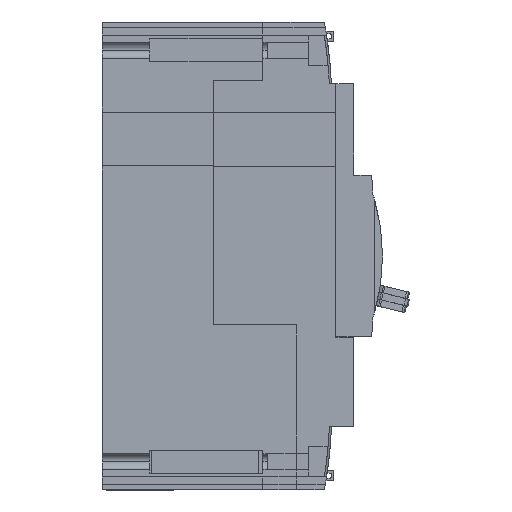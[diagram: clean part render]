
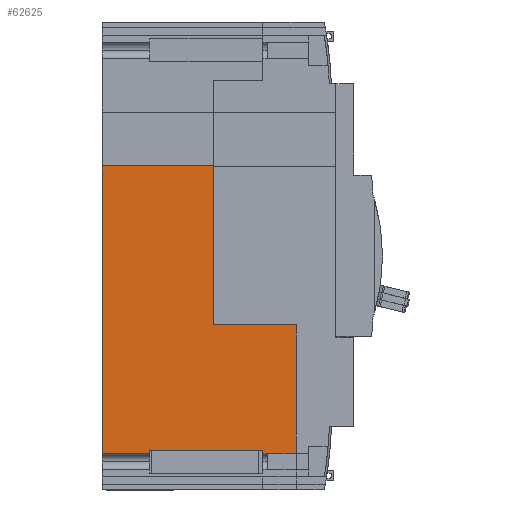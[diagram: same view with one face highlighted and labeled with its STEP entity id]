
A CAD part, left-side view. The second image highlights one B-rep face of the part: STEP entity #62625.
In plain terms, the highlighted planar face has unit normal (-1, 0, 0).
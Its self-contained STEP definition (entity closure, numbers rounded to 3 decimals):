
#26009=EDGE_CURVE('',#40115,#59269,#73389,.T.);
#28233=EDGE_CURVE('',#37223,#42869,#75804,.T.);
#31163=VERTEX_POINT('',#79008);
#31475=VERTEX_POINT('',#79355);
#32071=VERTEX_POINT('',#79985);
#36439=EDGE_CURVE('',#66351,#59269,#84764,.T.);
#37223=VERTEX_POINT('',#85609);
#37719=EDGE_CURVE('',#55097,#68879,#86144,.T.);
#38293=EDGE_CURVE('',#32071,#68879,#86766,.T.);
#38307=VERTEX_POINT('',#86780);
#39057=EDGE_CURVE('',#66351,#52377,#87591,.T.);
#40115=VERTEX_POINT('',#88768);
#40205=VERTEX_POINT('',#88864);
#42869=VERTEX_POINT('',#91774);
#45371=EDGE_CURVE('',#52651,#31163,#94489,.T.);
#48467=EDGE_CURVE('',#31163,#31475,#97859,.T.);
#52377=VERTEX_POINT('',#102090);
#52451=EDGE_CURVE('',#31475,#60685,#102174,.T.);
#52651=VERTEX_POINT('',#102394);
#55097=VERTEX_POINT('',#105065);
#57797=EDGE_CURVE('',#40115,#52651,#107982,.T.);
#57959=EDGE_CURVE('',#60685,#32071,#108160,.T.);
#59269=VERTEX_POINT('',#109566);
#60685=VERTEX_POINT('',#111092);
#62625=ADVANCED_FACE('',(#113203),#113204,.F.);
#65099=EDGE_CURVE('',#38307,#40205,#115920,.T.);
#66351=VERTEX_POINT('',#117277);
#66935=EDGE_CURVE('',#40205,#55097,#117931,.T.);
#68879=VERTEX_POINT('',#120046);
#69371=EDGE_CURVE('',#52377,#37223,#120579,.T.);
#69959=EDGE_CURVE('',#42869,#38307,#121226,.T.);
#73389=LINE('',#125987,#125988);
#75804=LINE('',#129638,#129639);
#79008=CARTESIAN_POINT('',(-63.45,-31.0,-19.0));
#79355=CARTESIAN_POINT('',(-63.45,-54.0,-19.0));
#79985=CARTESIAN_POINT('',(-63.45,-54.0,-47.5));
#84764=LINE('',#142749,#142750);
#85609=CARTESIAN_POINT('',(-63.45,-13.2,-54.0));
#86144=LINE('',#144787,#144788);
#86766=LINE('',#145686,#145687);
#86780=CARTESIAN_POINT('',(-63.45,-44.65,-55.071));
#87591=LINE('',#146973,#146974);
#88768=CARTESIAN_POINT('',(-63.45,-31.0,25.05));
#88864=CARTESIAN_POINT('',(-63.45,-46.0,-55.071));
#91774=CARTESIAN_POINT('',(-63.45,-44.65,-54.0));
#94489=LINE('',#157139,#157140);
#97859=LINE('',#162116,#162117);
#102090=CARTESIAN_POINT('',(-63.45,-13.2,-55.071));
#102174=LINE('',#168419,#168420);
#102394=CARTESIAN_POINT('',(-63.45,-31.0,25.0));
#105065=CARTESIAN_POINT('',(-63.45,-46.0,-55.));
#107982=LINE('',#177023,#177024);
#108160=LINE('',#177286,#177287);
#109566=CARTESIAN_POINT('',(-63.45,0.0,25.05));
#111092=CARTESIAN_POINT('',(-63.45,-54.0,-22.6));
#113203=FACE_OUTER_BOUND('',#184922,.T.);
#113204=PLANE('',#184923);
#115920=LINE('',#188978,#188979);
#117277=CARTESIAN_POINT('',(-63.45,0.0,-55.071));
#117931=LINE('',#191865,#191866);
#120046=CARTESIAN_POINT('',(-63.45,-54.0,-55.));
#120579=LINE('',#195830,#195831);
#121226=LINE('',#196729,#196730);
#125987=CARTESIAN_POINT('',(-63.45,-27.204,25.05));
#125988=VECTOR('',#200399,1.0);
#129638=CARTESIAN_POINT('',(-63.45,-18.304,-54.0));
#129639=VECTOR('',#202931,1.0);
#142749=CARTESIAN_POINT('',(-63.45,0.0,65.0));
#142750=VECTOR('',#212622,1.0);
#144787=CARTESIAN_POINT('',(-63.45,-34.704,-55.));
#144788=VECTOR('',#214009,1.0);
#145686=CARTESIAN_POINT('',(-63.45,-54.0,-65.0));
#145687=VECTOR('',#214590,1.0);
#146973=CARTESIAN_POINT('',(-63.45,-6.6,-55.071));
#146974=VECTOR('',#215533,1.0);
#157139=CARTESIAN_POINT('',(-63.45,-31.0,-19.0));
#157140=VECTOR('',#223087,1.0);
#162116=CARTESIAN_POINT('',(-63.45,-54.0,-19.0));
#162117=VECTOR('',#226832,1.0);
#168419=CARTESIAN_POINT('',(-63.45,-54.0,-65.0));
#168420=VECTOR('',#231383,1.0);
#177023=CARTESIAN_POINT('',(-63.45,-31.0,-19.0));
#177024=VECTOR('',#237389,1.0);
#177286=CARTESIAN_POINT('',(-63.45,-54.0,-65.0));
#177287=VECTOR('',#237624,1.0);
#184922=EDGE_LOOP('',(#242741,#242742,#242743,#242744,#242745,#242746,#242747,#242748,#242749,#242750,#242751,#242752,#242753,#242754,#242755));
#184923=AXIS2_PLACEMENT_3D('',#242756,#242757,#242758);
#188978=CARTESIAN_POINT('',(-63.45,-45.325,-55.071));
#188979=VECTOR('',#245926,1.0);
#191865=CARTESIAN_POINT('',(-63.45,-46.0,-29.11));
#191866=VECTOR('',#248183,1.0);
#195830=CARTESIAN_POINT('',(-63.45,-13.2,-29.11));
#195831=VECTOR('',#250960,1.0);
#196729=CARTESIAN_POINT('',(-63.45,-44.65,-29.11));
#196730=VECTOR('',#251656,1.0);
#200399=DIRECTION('',(0.0,1.0,0.0));
#202931=DIRECTION('',(0.0,-1.0,0.0));
#212622=DIRECTION('',(0.0,0.0,1.0));
#214009=DIRECTION('',(0.0,-1.0,0.0));
#214590=DIRECTION('',(-0.0,-0.0,-1.0));
#215533=DIRECTION('',(0.0,-1.0,0.0));
#223087=DIRECTION('',(-0.0,-0.0,-1.0));
#226832=DIRECTION('',(-0.0,-1.0,-0.0));
#231383=DIRECTION('',(-0.0,-0.0,-1.0));
#237389=DIRECTION('',(-0.0,-0.0,-1.0));
#237624=DIRECTION('',(-0.0,-0.0,-1.0));
#242741=ORIENTED_EDGE('',*,*,#26009,.T.);
#242742=ORIENTED_EDGE('',*,*,#36439,.F.);
#242743=ORIENTED_EDGE('',*,*,#39057,.T.);
#242744=ORIENTED_EDGE('',*,*,#69371,.T.);
#242745=ORIENTED_EDGE('',*,*,#28233,.T.);
#242746=ORIENTED_EDGE('',*,*,#69959,.T.);
#242747=ORIENTED_EDGE('',*,*,#65099,.T.);
#242748=ORIENTED_EDGE('',*,*,#66935,.T.);
#242749=ORIENTED_EDGE('',*,*,#37719,.T.);
#242750=ORIENTED_EDGE('',*,*,#38293,.F.);
#242751=ORIENTED_EDGE('',*,*,#57959,.F.);
#242752=ORIENTED_EDGE('',*,*,#52451,.F.);
#242753=ORIENTED_EDGE('',*,*,#48467,.F.);
#242754=ORIENTED_EDGE('',*,*,#45371,.F.);
#242755=ORIENTED_EDGE('',*,*,#57797,.F.);
#242756=CARTESIAN_POINT('',(-63.45,-23.409,-0.969));
#242757=DIRECTION('',(1.0,0.0,0.0));
#242758=DIRECTION('',(0.0,1.0,0.0));
#245926=DIRECTION('',(0.0,-1.0,0.0));
#248183=DIRECTION('',(-0.0,0.0,1.0));
#250960=DIRECTION('',(-0.0,0.0,1.0));
#251656=DIRECTION('',(0.0,0.0,-1.0));
